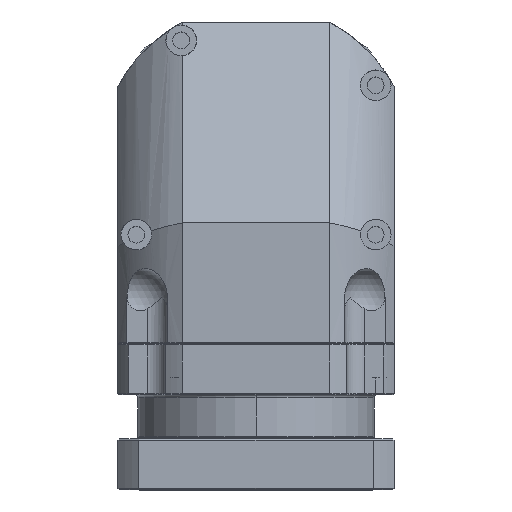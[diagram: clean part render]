
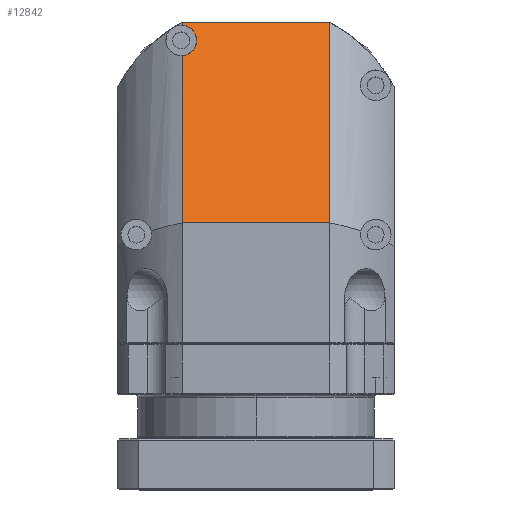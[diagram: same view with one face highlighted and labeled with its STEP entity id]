
A CAD part, top view. The second image highlights one B-rep face of the part: STEP entity #12842.
In plain terms, the highlighted face is planar.
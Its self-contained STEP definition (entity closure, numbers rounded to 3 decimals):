
#8949=DIRECTION('',(0.,0.,-1.));
#8950=VECTOR('',#8949,48.);
#8951=CARTESIAN_POINT('',(10.,-45.,24.));
#8952=LINE('',#8951,#8950);
#8953=CARTESIAN_POINT('',(0.79,-34.024,24.));
#8954=CARTESIAN_POINT('',(0.801,-34.037,
23.828));
#8955=CARTESIAN_POINT('',(0.823,-34.063,
23.64));
#8956=CARTESIAN_POINT('',(0.867,-34.115,
23.338));
#8957=CARTESIAN_POINT('',(0.921,-34.18,
23.074));
#8958=CARTESIAN_POINT('',(0.986,-34.258,
22.815));
#8959=CARTESIAN_POINT('',(1.074,-34.362,22.524));
#8960=CARTESIAN_POINT('',(1.183,-34.492,22.225));
#8961=CARTESIAN_POINT('',(1.313,-34.648,21.927));
#8962=CARTESIAN_POINT('',(1.444,-34.803,21.669));
#8963=CARTESIAN_POINT('',(1.618,-35.011,21.366));
#8964=CARTESIAN_POINT('',(1.836,-35.271,21.046));
#8965=CARTESIAN_POINT('',(2.098,-35.582,20.728));
#8966=CARTESIAN_POINT('',(2.359,-35.894,20.459));
#8967=CARTESIAN_POINT('',(2.621,-36.206,20.231));
#8968=CARTESIAN_POINT('',(2.969,-36.621,19.972));
#8969=CARTESIAN_POINT('',(3.405,-37.141,19.723));
#8970=CARTESIAN_POINT('',(3.928,-37.764,19.52));
#8971=CARTESIAN_POINT('',(4.451,-38.387,19.402));
#8972=CARTESIAN_POINT('',(4.974,-39.01,19.363));
#8973=CARTESIAN_POINT('',(5.497,-39.633,19.402));
#8974=CARTESIAN_POINT('',(6.02,-40.257,19.52));
#8975=CARTESIAN_POINT('',(6.543,-40.88,19.723));
#8976=CARTESIAN_POINT('',(6.979,-41.399,19.972));
#8977=CARTESIAN_POINT('',(7.327,-41.815,20.231));
#8978=CARTESIAN_POINT('',(7.589,-42.126,20.459));
#8979=CARTESIAN_POINT('',(7.85,-42.438,20.728));
#8980=CARTESIAN_POINT('',(8.112,-42.75,21.046));
#8981=CARTESIAN_POINT('',(8.33,-43.009,21.366));
#8982=CARTESIAN_POINT('',(8.504,-43.217,21.669));
#8983=CARTESIAN_POINT('',(8.635,-43.373,21.927));
#8984=CARTESIAN_POINT('',(8.765,-43.529,22.225));
#8985=CARTESIAN_POINT('',(8.874,-43.658,22.524));
#8986=CARTESIAN_POINT('',(8.961,-43.762,22.815));
#8987=CARTESIAN_POINT('',(9.027,-43.84,23.074));
#8988=CARTESIAN_POINT('',(9.081,-43.905,23.338));
#8989=CARTESIAN_POINT('',(9.125,-43.957,23.64));
#8990=CARTESIAN_POINT('',(9.147,-43.983,23.828));
#8991=CARTESIAN_POINT('',(9.158,-43.996,24.));
#8993=DIRECTION('',(0.643,-0.766,0.));
#8994=VECTOR('',#8993,1.311);
#8995=CARTESIAN_POINT('',(9.158,-43.996,24.));
#8996=LINE('',#8995,#8994);
#8997=DIRECTION('',(-0.643,0.766,0.));
#8998=VECTOR('',#8997,85.565);
#8999=CARTESIAN_POINT('',(10.,-45.,-24.));
#9000=LINE('',#8999,#8998);
#9001=DIRECTION('',(0.643,-0.766,0.));
#9002=VECTOR('',#9001,71.237);
#9003=CARTESIAN_POINT('',(-45.,20.546,24.));
#9004=LINE('',#9003,#9002);
#9755=DIRECTION('',(0.,0.,1.));
#9756=VECTOR('',#9755,48.);
#9757=CARTESIAN_POINT('',(-45.,20.546,-24.));
#9758=LINE('',#9757,#9756);
#11137=VERTEX_POINT('',#8953);
#11138=VERTEX_POINT('',#8991);
#11183=CARTESIAN_POINT('',(10.,-45.,-24.));
#11184=CARTESIAN_POINT('',(-45.,20.546,-24.));
#11185=VERTEX_POINT('',#11183);
#11186=VERTEX_POINT('',#11184);
#11187=CARTESIAN_POINT('',(10.,-45.,24.));
#11188=VERTEX_POINT('',#11187);
#11189=CARTESIAN_POINT('',(-45.,20.546,24.));
#11190=VERTEX_POINT('',#11189);
#12824=CARTESIAN_POINT('',(10.,-45.,61.2));
#12825=DIRECTION('',(0.766,0.643,0.));
#12826=DIRECTION('',(-0.643,0.766,0.));
#12827=AXIS2_PLACEMENT_3D('',#12824,#12825,#12826);
#12828=PLANE('',#12827);
#12830=ORIENTED_EDGE('',*,*,#12829,.T.);
#12832=ORIENTED_EDGE('',*,*,#12831,.T.);
#12833=ORIENTED_EDGE('',*,*,#12817,.T.);
#12835=ORIENTED_EDGE('',*,*,#12834,.T.);
#12837=ORIENTED_EDGE('',*,*,#12836,.T.);
#12839=ORIENTED_EDGE('',*,*,#12838,.T.);
#12840=EDGE_LOOP('',(#12830,#12832,#12833,#12835,#12837,#12839));
#12841=FACE_OUTER_BOUND('',#12840,.F.);
#12842=ADVANCED_FACE('',(#12841),#12828,.F.);
#8992=B_SPLINE_CURVE_WITH_KNOTS('',3,(#8953,#8954,#8955,#8956,#8957,#8958,#8959,
#8960,#8961,#8962,#8963,#8964,#8965,#8966,#8967,#8968,#8969,#8970,#8971,#8972,
#8973,#8974,#8975,#8976,#8977,#8978,#8979,#8980,#8981,#8982,#8983,#8984,#8985,
#8986,#8987,#8988,#8989,#8990,#8991),.UNSPECIFIED.,.F.,.F.,(4,1,1,1,1,1,1,1,1,1,
1,1,1,1,1,1,1,1,1,1,1,1,1,1,1,1,1,1,1,1,1,1,1,1,1,1,4),(0.,0.004,
0.008,0.016,0.023,0.031,0.047,0.063,0.078,0.094,
0.125,0.156,0.188,0.219,0.25,0.313,0.375,0.438,0.5,
0.563,0.625,0.688,0.75,0.781,0.813,0.844,0.875,0.906,
0.922,0.938,0.953,0.969,0.977,0.984,0.992,
0.996,1.),.UNSPECIFIED.);
#12817=EDGE_CURVE('',#11188,#11185,#8952,.T.);
#12829=EDGE_CURVE('',#11137,#11138,#8992,.T.);
#12831=EDGE_CURVE('',#11138,#11188,#8996,.T.);
#12834=EDGE_CURVE('',#11185,#11186,#9000,.T.);
#12836=EDGE_CURVE('',#11186,#11190,#9758,.T.);
#12838=EDGE_CURVE('',#11190,#11137,#9004,.T.);
